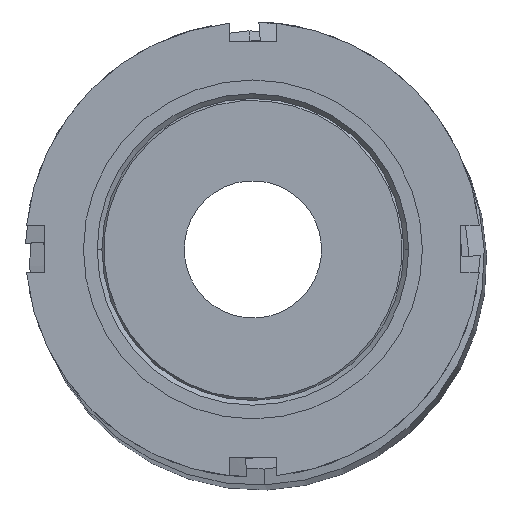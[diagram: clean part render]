
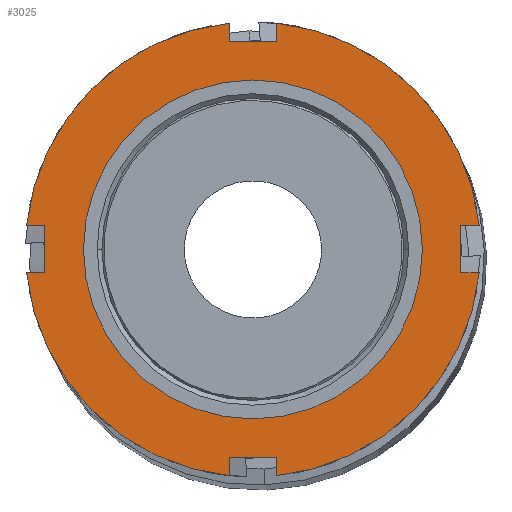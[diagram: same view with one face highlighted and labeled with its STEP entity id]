
A CAD part, front view. The second image highlights one B-rep face of the part: STEP entity #3025.
In plain terms, the highlighted planar face has unit normal (0, -1, 0).
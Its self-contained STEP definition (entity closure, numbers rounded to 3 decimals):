
#10 = CARTESIAN_POINT ( 'NONE',  ( 3., -20.269, 0. ) ) ;
#25 = DIRECTION ( 'NONE',  ( -1., 0., 0. ) ) ;
#29 = EDGE_CURVE ( 'NONE', #1437, #1788, #762, .T. ) ;
#33 = ORIENTED_EDGE ( 'NONE', *, *, #1488, .T. ) ;
#41 = AXIS2_PLACEMENT_3D ( 'NONE', #283, #2046, #2289 ) ;
#115 = DIRECTION ( 'NONE',  ( -1., 0., 0. ) ) ;
#143 = DIRECTION ( 'NONE',  ( 0., 1., 0. ) ) ;
#224 = CARTESIAN_POINT ( 'NONE',  ( -28.844, -20.269, -3. ) ) ;
#268 = EDGE_CURVE ( 'NONE', #2106, #1430, #1014, .T. ) ;
#283 = CARTESIAN_POINT ( 'NONE',  ( 0., -20.269, 0. ) ) ;
#288 = VERTEX_POINT ( 'NONE', #1188 ) ;
#297 = DIRECTION ( 'NONE',  ( 0., 1., 0. ) ) ;
#346 = VERTEX_POINT ( 'NONE', #1492 ) ;
#354 = LINE ( 'NONE', #858, #1159 ) ;
#399 = DIRECTION ( 'NONE',  ( -1., 0., 0. ) ) ;
#410 = VERTEX_POINT ( 'NONE', #2069 ) ;
#435 = CARTESIAN_POINT ( 'NONE',  ( 3., -20.269, -26.5 ) ) ;
#438 = PLANE ( 'NONE',  #2295 ) ;
#468 = CIRCLE ( 'NONE', #3127, 29. ) ;
#471 = CIRCLE ( 'NONE', #2356, 21.6 ) ;
#508 = LINE ( 'NONE', #2966, #1470 ) ;
#516 = LINE ( 'NONE', #556, #1010 ) ;
#530 = VERTEX_POINT ( 'NONE', #600 ) ;
#556 = CARTESIAN_POINT ( 'NONE',  ( 21.6, -20.269, 3. ) ) ;
#561 = LINE ( 'NONE', #654, #2976 ) ;
#590 = VERTEX_POINT ( 'NONE', #1176 ) ;
#595 = VECTOR ( 'NONE', #2105, 1000. ) ;
#600 = CARTESIAN_POINT ( 'NONE',  ( -26.5, -20.269, -3. ) ) ;
#622 = VERTEX_POINT ( 'NONE', #224 ) ;
#623 = ORIENTED_EDGE ( 'NONE', *, *, #1711, .F. ) ;
#654 = CARTESIAN_POINT ( 'NONE',  ( 21.6, -20.269, -3. ) ) ;
#660 = ORIENTED_EDGE ( 'NONE', *, *, #1197, .F. ) ;
#669 = DIRECTION ( 'NONE',  ( 1., 0., 0. ) ) ;
#686 = CARTESIAN_POINT ( 'NONE',  ( 28.844, -20.269, 3. ) ) ;
#704 = LINE ( 'NONE', #10, #2109 ) ;
#705 = EDGE_LOOP ( 'NONE', ( #623, #2629, #1989, #2659, #1104, #812, #900, #660, #2829, #1182, #1129, #2836, #1741, #3110, #2187, #1664 ) ) ;
#708 = CARTESIAN_POINT ( 'NONE',  ( 21.6, -20.269, 3. ) ) ;
#721 = CARTESIAN_POINT ( 'NONE',  ( 28.844, -20.269, -3. ) ) ;
#762 = LINE ( 'NONE', #2605, #3205 ) ;
#786 = EDGE_CURVE ( 'NONE', #2106, #3048, #1927, .T. ) ;
#790 = EDGE_CURVE ( 'NONE', #590, #410, #471, .T. ) ;
#812 = ORIENTED_EDGE ( 'NONE', *, *, #1853, .F. ) ;
#858 = CARTESIAN_POINT ( 'NONE',  ( -3., -20.269, 0. ) ) ;
#870 = DIRECTION ( 'NONE',  ( 0., 0., 1. ) ) ;
#900 = ORIENTED_EDGE ( 'NONE', *, *, #2682, .T. ) ;
#907 = EDGE_CURVE ( 'NONE', #1501, #288, #354, .T. ) ;
#959 = CARTESIAN_POINT ( 'NONE',  ( 3., -20.269, 26.5 ) ) ;
#1010 = VECTOR ( 'NONE', #1768, 1000. ) ;
#1012 = CIRCLE ( 'NONE', #1121, 21.6 ) ;
#1014 = LINE ( 'NONE', #708, #3277 ) ;
#1019 = CARTESIAN_POINT ( 'NONE',  ( 0., -20.269, 0. ) ) ;
#1021 = DIRECTION ( 'NONE',  ( 0., 1., 0. ) ) ;
#1085 = DIRECTION ( 'NONE',  ( 0., 0., 1. ) ) ;
#1104 = ORIENTED_EDGE ( 'NONE', *, *, #29, .F. ) ;
#1108 = EDGE_LOOP ( 'NONE', ( #33, #1303 ) ) ;
#1121 = AXIS2_PLACEMENT_3D ( 'NONE', #1237, #2139, #2456 ) ;
#1129 = ORIENTED_EDGE ( 'NONE', *, *, #268, .T. ) ;
#1149 = VECTOR ( 'NONE', #870, 1000. ) ;
#1159 = VECTOR ( 'NONE', #1085, 1000. ) ;
#1176 = CARTESIAN_POINT ( 'NONE',  ( 21.6, -20.269, 0. ) ) ;
#1181 = CARTESIAN_POINT ( 'NONE',  ( -3., -20.269, 26.5 ) ) ;
#1182 = ORIENTED_EDGE ( 'NONE', *, *, #786, .F. ) ;
#1188 = CARTESIAN_POINT ( 'NONE',  ( -3., -20.269, 28.844 ) ) ;
#1197 = EDGE_CURVE ( 'NONE', #2072, #2782, #3222, .T. ) ;
#1201 = VECTOR ( 'NONE', #2572, 1000. ) ;
#1203 = EDGE_CURVE ( 'NONE', #530, #2027, #2969, .T. ) ;
#1237 = CARTESIAN_POINT ( 'NONE',  ( 0., -20.269, 0. ) ) ;
#1270 = FACE_BOUND ( 'NONE', #1108, .T. ) ;
#1291 = CARTESIAN_POINT ( 'NONE',  ( -3., -20.269, -28.844 ) ) ;
#1303 = ORIENTED_EDGE ( 'NONE', *, *, #790, .T. ) ;
#1348 = EDGE_CURVE ( 'NONE', #530, #622, #561, .T. ) ;
#1408 = CARTESIAN_POINT ( 'NONE',  ( -26.5, -20.269, 3. ) ) ;
#1410 = CARTESIAN_POINT ( 'NONE',  ( -3., -20.269, -26.5 ) ) ;
#1412 = DIRECTION ( 'NONE',  ( 0., 1., 0. ) ) ;
#1422 = DIRECTION ( 'NONE',  ( 1., 0., 0. ) ) ;
#1430 = VERTEX_POINT ( 'NONE', #686 ) ;
#1437 = VERTEX_POINT ( 'NONE', #1410 ) ;
#1463 = VERTEX_POINT ( 'NONE', #435 ) ;
#1470 = VECTOR ( 'NONE', #1422, 1000. ) ;
#1488 = EDGE_CURVE ( 'NONE', #410, #590, #1012, .T. ) ;
#1492 = CARTESIAN_POINT ( 'NONE',  ( -28.844, -20.269, 3. ) ) ;
#1501 = VERTEX_POINT ( 'NONE', #1181 ) ;
#1546 = DIRECTION ( 'NONE',  ( -1., 0., 0. ) ) ;
#1567 = CARTESIAN_POINT ( 'NONE',  ( 3., -20.269, -28.844 ) ) ;
#1600 = CARTESIAN_POINT ( 'NONE',  ( 26.5, -20.269, 3. ) ) ;
#1635 = CARTESIAN_POINT ( 'NONE',  ( 3., -20.269, 28.844 ) ) ;
#1641 = CARTESIAN_POINT ( 'NONE',  ( 21.6, -20.269, 0. ) ) ;
#1664 = ORIENTED_EDGE ( 'NONE', *, *, #1857, .F. ) ;
#1711 = EDGE_CURVE ( 'NONE', #2027, #346, #516, .T. ) ;
#1741 = ORIENTED_EDGE ( 'NONE', *, *, #2990, .F. ) ;
#1768 = DIRECTION ( 'NONE',  ( -1., 0., 0. ) ) ;
#1788 = VERTEX_POINT ( 'NONE', #1291 ) ;
#1795 = CIRCLE ( 'NONE', #41, 29. ) ;
#1808 = DIRECTION ( 'NONE',  ( 0., 1., 0. ) ) ;
#1853 = EDGE_CURVE ( 'NONE', #1463, #1437, #2882, .T. ) ;
#1857 = EDGE_CURVE ( 'NONE', #346, #288, #468, .T. ) ;
#1901 = CARTESIAN_POINT ( 'NONE',  ( 0., -20.269, 26.5 ) ) ;
#1927 = LINE ( 'NONE', #2323, #1201 ) ;
#1989 = ORIENTED_EDGE ( 'NONE', *, *, #1348, .T. ) ;
#2013 = CARTESIAN_POINT ( 'NONE',  ( 0., -20.269, 0. ) ) ;
#2027 = VERTEX_POINT ( 'NONE', #1408 ) ;
#2046 = DIRECTION ( 'NONE',  ( 0., 1., 0. ) ) ;
#2063 = VERTEX_POINT ( 'NONE', #959 ) ;
#2069 = CARTESIAN_POINT ( 'NONE',  ( -21.6, -20.269, 0. ) ) ;
#2072 = VERTEX_POINT ( 'NONE', #721 ) ;
#2105 = DIRECTION ( 'NONE',  ( -1., 0., 0. ) ) ;
#2106 = VERTEX_POINT ( 'NONE', #1600 ) ;
#2109 = VECTOR ( 'NONE', #2777, 1000. ) ;
#2137 = CARTESIAN_POINT ( 'NONE',  ( 26.5, -20.269, -3. ) ) ;
#2139 = DIRECTION ( 'NONE',  ( 0., 1., 0. ) ) ;
#2151 = EDGE_CURVE ( 'NONE', #3048, #2072, #508, .T. ) ;
#2187 = ORIENTED_EDGE ( 'NONE', *, *, #907, .T. ) ;
#2289 = DIRECTION ( 'NONE',  ( -1., 0., 0. ) ) ;
#2295 = AXIS2_PLACEMENT_3D ( 'NONE', #1641, #1412, #399 ) ;
#2323 = CARTESIAN_POINT ( 'NONE',  ( 26.5, -20.269, 0. ) ) ;
#2356 = AXIS2_PLACEMENT_3D ( 'NONE', #2587, #297, #1546 ) ;
#2375 = CARTESIAN_POINT ( 'NONE',  ( 3., -20.269, 0. ) ) ;
#2384 = DIRECTION ( 'NONE',  ( -1., 0., 0. ) ) ;
#2397 = DIRECTION ( 'NONE',  ( 0., 0., -1. ) ) ;
#2450 = DIRECTION ( 'NONE',  ( 1., 0., 0. ) ) ;
#2456 = DIRECTION ( 'NONE',  ( -1., 0., 0. ) ) ;
#2468 = VERTEX_POINT ( 'NONE', #1635 ) ;
#2528 = DIRECTION ( 'NONE',  ( 0., 0., 1. ) ) ;
#2572 = DIRECTION ( 'NONE',  ( 0., 0., -1. ) ) ;
#2587 = CARTESIAN_POINT ( 'NONE',  ( 0., -20.269, 0. ) ) ;
#2602 = AXIS2_PLACEMENT_3D ( 'NONE', #1019, #1808, #2810 ) ;
#2605 = CARTESIAN_POINT ( 'NONE',  ( -3., -20.269, 0. ) ) ;
#2628 = FACE_OUTER_BOUND ( 'NONE', #705, .T. ) ;
#2629 = ORIENTED_EDGE ( 'NONE', *, *, #1203, .F. ) ;
#2659 = ORIENTED_EDGE ( 'NONE', *, *, #3189, .F. ) ;
#2682 = EDGE_CURVE ( 'NONE', #1463, #2782, #704, .T. ) ;
#2688 = AXIS2_PLACEMENT_3D ( 'NONE', #2013, #1021, #25 ) ;
#2777 = DIRECTION ( 'NONE',  ( 0., 0., -1. ) ) ;
#2782 = VERTEX_POINT ( 'NONE', #1567 ) ;
#2783 = EDGE_CURVE ( 'NONE', #2468, #1430, #1795, .T. ) ;
#2802 = VECTOR ( 'NONE', #2528, 1000. ) ;
#2810 = DIRECTION ( 'NONE',  ( -1., 0., 0. ) ) ;
#2829 = ORIENTED_EDGE ( 'NONE', *, *, #2151, .F. ) ;
#2836 = ORIENTED_EDGE ( 'NONE', *, *, #2783, .F. ) ;
#2873 = LINE ( 'NONE', #1901, #3215 ) ;
#2882 = LINE ( 'NONE', #3104, #595 ) ;
#2892 = CARTESIAN_POINT ( 'NONE',  ( 0., -20.269, 0. ) ) ;
#2962 = LINE ( 'NONE', #2375, #1149 ) ;
#2966 = CARTESIAN_POINT ( 'NONE',  ( 21.6, -20.269, -3. ) ) ;
#2969 = LINE ( 'NONE', #3045, #2802 ) ;
#2976 = VECTOR ( 'NONE', #115, 1000. ) ;
#2990 = EDGE_CURVE ( 'NONE', #2063, #2468, #2962, .T. ) ;
#3014 = EDGE_CURVE ( 'NONE', #1501, #2063, #2873, .T. ) ;
#3025 = ADVANCED_FACE ( 'NONE', ( #1270, #2628 ), #438, .F. ) ;
#3045 = CARTESIAN_POINT ( 'NONE',  ( -26.5, -20.269, 0. ) ) ;
#3048 = VERTEX_POINT ( 'NONE', #2137 ) ;
#3104 = CARTESIAN_POINT ( 'NONE',  ( 0., -20.269, -26.5 ) ) ;
#3110 = ORIENTED_EDGE ( 'NONE', *, *, #3014, .F. ) ;
#3127 = AXIS2_PLACEMENT_3D ( 'NONE', #2892, #143, #2384 ) ;
#3189 = EDGE_CURVE ( 'NONE', #1788, #622, #3261, .T. ) ;
#3205 = VECTOR ( 'NONE', #2397, 1000. ) ;
#3215 = VECTOR ( 'NONE', #669, 1000. ) ;
#3222 = CIRCLE ( 'NONE', #2688, 29. ) ;
#3261 = CIRCLE ( 'NONE', #2602, 29. ) ;
#3277 = VECTOR ( 'NONE', #2450, 1000. ) ;
